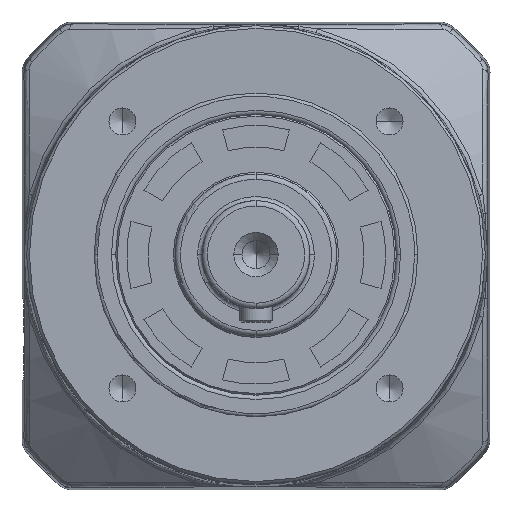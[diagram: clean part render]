
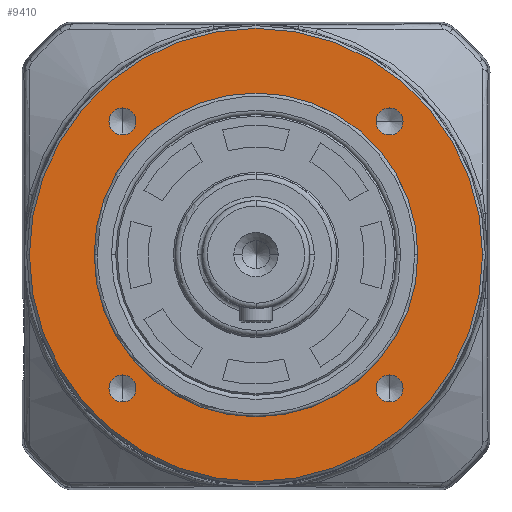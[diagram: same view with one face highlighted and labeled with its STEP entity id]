
A CAD part, top view. The second image highlights one B-rep face of the part: STEP entity #9410.
In plain terms, the highlighted planar face has unit normal (0, 0, 1).
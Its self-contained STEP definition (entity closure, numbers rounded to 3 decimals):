
#1459 = EDGE_CURVE ( 'NONE', #28099, #27926, #26664, .T. ) ;
#1891 = ORIENTED_EDGE ( 'NONE', *, *, #45192, .T. ) ;
#2046 = FACE_OUTER_BOUND ( 'NONE', #24768, .T. ) ;
#2227 = DIRECTION ( 'NONE',  ( 1., 0., 0. ) ) ;
#2298 = DIRECTION ( 'NONE',  ( 0., 0., -1. ) ) ;
#2416 = CARTESIAN_POINT ( 'NONE',  ( 24.749, -24.749, 41.5 ) ) ;
#3374 = FACE_BOUND ( 'NONE', #33425, .T. ) ;
#3649 = EDGE_CURVE ( 'NONE', #39269, #14004, #32023, .T. ) ;
#4531 = AXIS2_PLACEMENT_3D ( 'NONE', #25424, #23096, #22965 ) ;
#4734 = ORIENTED_EDGE ( 'NONE', *, *, #26609, .T. ) ;
#4861 = EDGE_CURVE ( 'NONE', #30429, #9592, #14078, .T. ) ;
#5306 = ORIENTED_EDGE ( 'NONE', *, *, #1459, .T. ) ;
#6152 = DIRECTION ( 'NONE',  ( -1., 0., 0. ) ) ;
#6159 = DIRECTION ( 'NONE',  ( 0., 0., -1. ) ) ;
#6218 = CARTESIAN_POINT ( 'NONE',  ( 0., 0., 41.5 ) ) ;
#6255 = ORIENTED_EDGE ( 'NONE', *, *, #16651, .T. ) ;
#6421 = DIRECTION ( 'NONE',  ( 1., 0., 0. ) ) ;
#6481 = DIRECTION ( 'NONE',  ( 0., 0., -1. ) ) ;
#6538 = CARTESIAN_POINT ( 'NONE',  ( 0., 0., 41.5 ) ) ;
#7428 = CIRCLE ( 'NONE', #21765, 2.5 ) ;
#7723 = EDGE_LOOP ( 'NONE', ( #1891, #34881 ) ) ;
#7960 = DIRECTION ( 'NONE',  ( 1., 0., 0. ) ) ;
#7970 = DIRECTION ( 'NONE',  ( 0., 0., -1. ) ) ;
#8042 = CARTESIAN_POINT ( 'NONE',  ( -24.749, 24.749, 41.5 ) ) ;
#8416 = EDGE_LOOP ( 'NONE', ( #5306, #42898 ) ) ;
#9410 = ADVANCED_FACE ( 'NONE', ( #24379, #35676, #3374, #13205, #2046, #45479 ), #23233, .T. ) ;
#9592 = VERTEX_POINT ( 'NONE', #16938 ) ;
#10408 = EDGE_CURVE ( 'NONE', #9592, #30429, #28965, .T. ) ;
#11190 = AXIS2_PLACEMENT_3D ( 'NONE', #45668, #45619, #45560 ) ;
#11682 = CIRCLE ( 'NONE', #36527, 2.5 ) ;
#11953 = CARTESIAN_POINT ( 'NONE',  ( 24.749, 24.749, 41.5 ) ) ;
#12107 = VERTEX_POINT ( 'NONE', #26642 ) ;
#12771 = CIRCLE ( 'NONE', #19504, 2.5 ) ;
#13205 = FACE_BOUND ( 'NONE', #7723, .T. ) ;
#13409 = VERTEX_POINT ( 'NONE', #51431 ) ;
#13770 = VERTEX_POINT ( 'NONE', #23851 ) ;
#14004 = VERTEX_POINT ( 'NONE', #49730 ) ;
#14078 = CIRCLE ( 'NONE', #38097, 42. ) ;
#14107 = VERTEX_POINT ( 'NONE', #45792 ) ;
#16143 = DIRECTION ( 'NONE',  ( 1., 0., 0. ) ) ;
#16467 = ORIENTED_EDGE ( 'NONE', *, *, #42561, .T. ) ;
#16651 = EDGE_CURVE ( 'NONE', #13409, #13770, #12771, .T. ) ;
#16938 = CARTESIAN_POINT ( 'NONE',  ( -42., 0., 41.5 ) ) ;
#19154 = CARTESIAN_POINT ( 'NONE',  ( -22.249, 24.749, 41.5 ) ) ;
#19504 = AXIS2_PLACEMENT_3D ( 'NONE', #34827, #34777, #34718 ) ;
#20905 = CIRCLE ( 'NONE', #51732, 30. ) ;
#21279 = AXIS2_PLACEMENT_3D ( 'NONE', #8042, #7970, #7960 ) ;
#21765 = AXIS2_PLACEMENT_3D ( 'NONE', #11953, #41458, #16143 ) ;
#21795 = DIRECTION ( 'NONE',  ( 1., 0., 0. ) ) ;
#21808 = DIRECTION ( 'NONE',  ( 0., 0., -1. ) ) ;
#21854 = CARTESIAN_POINT ( 'NONE',  ( 24.749, -24.749, 41.5 ) ) ;
#22943 = DIRECTION ( 'NONE',  ( -1., 0., 0. ) ) ;
#22965 = DIRECTION ( 'NONE',  ( 1., 0., 0. ) ) ;
#22976 = CARTESIAN_POINT ( 'NONE',  ( -24.749, -24.749, 41.5 ) ) ;
#23018 = DIRECTION ( 'NONE',  ( 0., 0., -1. ) ) ;
#23079 = CARTESIAN_POINT ( 'NONE',  ( 0., 0., 41.5 ) ) ;
#23096 = DIRECTION ( 'NONE',  ( 0., 0., 1. ) ) ;
#23228 = EDGE_CURVE ( 'NONE', #33213, #12107, #20905, .T. ) ;
#23233 = PLANE ( 'NONE',  #4531 ) ;
#23681 = CIRCLE ( 'NONE', #53136, 2.5 ) ;
#23851 = CARTESIAN_POINT ( 'NONE',  ( -27.249, -24.749, 41.5 ) ) ;
#24379 = FACE_BOUND ( 'NONE', #8416, .T. ) ;
#24453 = EDGE_CURVE ( 'NONE', #14107, #50302, #11682, .T. ) ;
#24498 = ORIENTED_EDGE ( 'NONE', *, *, #23228, .T. ) ;
#24768 = EDGE_LOOP ( 'NONE', ( #52655, #32548 ) ) ;
#24936 = EDGE_CURVE ( 'NONE', #27926, #28099, #32913, .T. ) ;
#25424 = CARTESIAN_POINT ( 'NONE',  ( 0., 0., 41.5 ) ) ;
#25843 = AXIS2_PLACEMENT_3D ( 'NONE', #32659, #32596, #32587 ) ;
#26609 = EDGE_CURVE ( 'NONE', #12107, #33213, #49126, .T. ) ;
#26642 = CARTESIAN_POINT ( 'NONE',  ( -30., 0., 41.5 ) ) ;
#26664 = CIRCLE ( 'NONE', #21279, 2.5 ) ;
#27242 = DIRECTION ( 'NONE',  ( 1., 0., 0. ) ) ;
#27926 = VERTEX_POINT ( 'NONE', #31217 ) ;
#28099 = VERTEX_POINT ( 'NONE', #19154 ) ;
#28113 = CARTESIAN_POINT ( 'NONE',  ( 42., 0., 41.5 ) ) ;
#28917 = CARTESIAN_POINT ( 'NONE',  ( 27.249, -24.749, 41.5 ) ) ;
#28965 = CIRCLE ( 'NONE', #40918, 42. ) ;
#29780 = CARTESIAN_POINT ( 'NONE',  ( 30., 0., 41.5 ) ) ;
#30429 = VERTEX_POINT ( 'NONE', #28113 ) ;
#31217 = CARTESIAN_POINT ( 'NONE',  ( -27.249, 24.749, 41.5 ) ) ;
#32023 = CIRCLE ( 'NONE', #11190, 2.5 ) ;
#32548 = ORIENTED_EDGE ( 'NONE', *, *, #4861, .F. ) ;
#32587 = DIRECTION ( 'NONE',  ( 1., 0., 0. ) ) ;
#32596 = DIRECTION ( 'NONE',  ( 0., 0., -1. ) ) ;
#32659 = CARTESIAN_POINT ( 'NONE',  ( -24.749, 24.749, 41.5 ) ) ;
#32913 = CIRCLE ( 'NONE', #25843, 2.5 ) ;
#33213 = VERTEX_POINT ( 'NONE', #29780 ) ;
#33425 = EDGE_LOOP ( 'NONE', ( #48404, #48028 ) ) ;
#33478 = EDGE_LOOP ( 'NONE', ( #24498, #4734 ) ) ;
#34718 = DIRECTION ( 'NONE',  ( 1., 0., 0. ) ) ;
#34777 = DIRECTION ( 'NONE',  ( 0., 0., -1. ) ) ;
#34827 = CARTESIAN_POINT ( 'NONE',  ( -24.749, -24.749, 41.5 ) ) ;
#34881 = ORIENTED_EDGE ( 'NONE', *, *, #3649, .T. ) ;
#35623 = EDGE_CURVE ( 'NONE', #50302, #14107, #23681, .T. ) ;
#35676 = FACE_BOUND ( 'NONE', #53546, .T. ) ;
#36527 = AXIS2_PLACEMENT_3D ( 'NONE', #2416, #2298, #2227 ) ;
#36971 = AXIS2_PLACEMENT_3D ( 'NONE', #22976, #52296, #27242 ) ;
#37479 = DIRECTION ( 'NONE',  ( 1., 0., 0. ) ) ;
#37539 = DIRECTION ( 'NONE',  ( 0., 0., -1. ) ) ;
#37557 = CARTESIAN_POINT ( 'NONE',  ( 0., 0., 41.5 ) ) ;
#38097 = AXIS2_PLACEMENT_3D ( 'NONE', #6218, #6159, #6152 ) ;
#38577 = CIRCLE ( 'NONE', #36971, 2.5 ) ;
#39269 = VERTEX_POINT ( 'NONE', #39487 ) ;
#39487 = CARTESIAN_POINT ( 'NONE',  ( 22.249, 24.749, 41.5 ) ) ;
#40918 = AXIS2_PLACEMENT_3D ( 'NONE', #23079, #23018, #22943 ) ;
#41458 = DIRECTION ( 'NONE',  ( 0., 0., -1. ) ) ;
#42561 = EDGE_CURVE ( 'NONE', #13770, #13409, #38577, .T. ) ;
#42898 = ORIENTED_EDGE ( 'NONE', *, *, #24936, .T. ) ;
#45192 = EDGE_CURVE ( 'NONE', #14004, #39269, #7428, .T. ) ;
#45479 = FACE_BOUND ( 'NONE', #33478, .T. ) ;
#45560 = DIRECTION ( 'NONE',  ( 1., 0., 0. ) ) ;
#45619 = DIRECTION ( 'NONE',  ( 0., 0., -1. ) ) ;
#45668 = CARTESIAN_POINT ( 'NONE',  ( 24.749, 24.749, 41.5 ) ) ;
#45792 = CARTESIAN_POINT ( 'NONE',  ( 22.249, -24.749, 41.5 ) ) ;
#46023 = AXIS2_PLACEMENT_3D ( 'NONE', #37557, #37539, #37479 ) ;
#48028 = ORIENTED_EDGE ( 'NONE', *, *, #24453, .T. ) ;
#48404 = ORIENTED_EDGE ( 'NONE', *, *, #35623, .T. ) ;
#49126 = CIRCLE ( 'NONE', #46023, 30. ) ;
#49730 = CARTESIAN_POINT ( 'NONE',  ( 27.249, 24.749, 41.5 ) ) ;
#50302 = VERTEX_POINT ( 'NONE', #28917 ) ;
#51431 = CARTESIAN_POINT ( 'NONE',  ( -22.249, -24.749, 41.5 ) ) ;
#51732 = AXIS2_PLACEMENT_3D ( 'NONE', #6538, #6481, #6421 ) ;
#52296 = DIRECTION ( 'NONE',  ( 0., 0., -1. ) ) ;
#52655 = ORIENTED_EDGE ( 'NONE', *, *, #10408, .F. ) ;
#53136 = AXIS2_PLACEMENT_3D ( 'NONE', #21854, #21808, #21795 ) ;
#53546 = EDGE_LOOP ( 'NONE', ( #6255, #16467 ) ) ;
